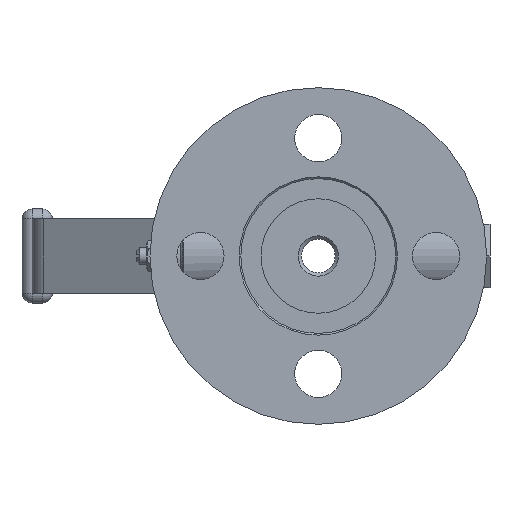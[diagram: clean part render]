
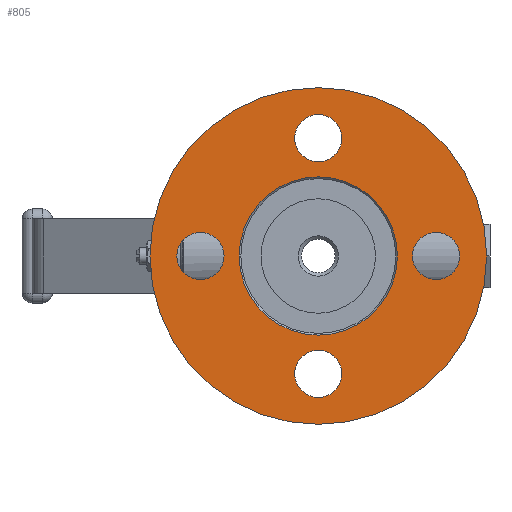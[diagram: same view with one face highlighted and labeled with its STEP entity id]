
A CAD part, left-side view. The second image highlights one B-rep face of the part: STEP entity #805.
In plain terms, the highlighted planar face has unit normal (-1, 0, 0).
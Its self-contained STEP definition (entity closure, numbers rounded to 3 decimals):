
#805=ADVANCED_FACE('',(#3181,#3183,#3185,#3187,#3189,#3191),#3193,.T.);
#3181=FACE_BOUND('',#3182,.T.);
#3182=EDGE_LOOP('',(#8367));
#3183=FACE_BOUND('',#3184,.T.);
#3184=EDGE_LOOP('',(#8368));
#3185=FACE_BOUND('',#3186,.T.);
#3186=EDGE_LOOP('',(#8369));
#3187=FACE_BOUND('',#3188,.T.);
#3188=EDGE_LOOP('',(#8370));
#3189=FACE_BOUND('',#3190,.T.);
#3190=EDGE_LOOP('',(#8371));
#3191=FACE_BOUND('',#3192,.T.);
#3192=EDGE_LOOP('',(#8372));
#3193=PLANE('',#3194);
#3194=AXIS2_PLACEMENT_3D('',#3195,#3196,#3197);
#3195=CARTESIAN_POINT('',(-83.,0.,0.));
#3196=DIRECTION('',(-1.,-0.,-0.));
#3197=DIRECTION('',(0.,1.,0.));
#8367=ORIENTED_EDGE('',*,*,#9226,.F.);
#8368=ORIENTED_EDGE('',*,*,#9227,.T.);
#8369=ORIENTED_EDGE('',*,*,#9228,.T.);
#8370=ORIENTED_EDGE('',*,*,#9229,.T.);
#8371=ORIENTED_EDGE('',*,*,#9248,.T.);
#8372=ORIENTED_EDGE('',*,*,#9230,.T.);
#9226=EDGE_CURVE('',#9854,#9854,#9855,.T.);
#9227=EDGE_CURVE('',#9856,#9856,#9857,.T.);
#9228=EDGE_CURVE('',#9858,#9858,#9859,.T.);
#9229=EDGE_CURVE('',#9860,#9860,#9861,.T.);
#9230=EDGE_CURVE('',#9862,#9862,#9863,.T.);
#9248=EDGE_CURVE('',#9898,#9898,#9899,.T.);
#9854=VERTEX_POINT('',#11421);
#9855=CIRCLE('',#11422,50.);
#9856=VERTEX_POINT('',#11426);
#9857=CIRCLE('',#11427,7.);
#9858=VERTEX_POINT('',#11431);
#9859=CIRCLE('',#11432,7.);
#9860=VERTEX_POINT('',#11436);
#9861=CIRCLE('',#11437,7.);
#9862=VERTEX_POINT('',#11441);
#9863=CIRCLE('',#11442,7.);
#9898=VERTEX_POINT('',#11527);
#9899=CIRCLE('',#11528,23.5);
#11421=CARTESIAN_POINT('',(-83.,50.,0.));
#11422=AXIS2_PLACEMENT_3D('',#11423,#11424,#11425);
#11423=CARTESIAN_POINT('',(-83.,0.,0.));
#11424=DIRECTION('',(1.,0.,0.));
#11425=DIRECTION('',(0.,1.,0.));
#11426=CARTESIAN_POINT('',(-83.,-35.,7.));
#11427=AXIS2_PLACEMENT_3D('',#11428,#11429,#11430);
#11428=CARTESIAN_POINT('',(-83.,-35.,0.));
#11429=DIRECTION('',(1.,0.,0.));
#11430=DIRECTION('',(0.,0.,1.));
#11431=CARTESIAN_POINT('',(-83.,-7.,-35.));
#11432=AXIS2_PLACEMENT_3D('',#11433,#11434,#11435);
#11433=CARTESIAN_POINT('',(-83.,0.,-35.));
#11434=DIRECTION('',(1.,0.,0.));
#11435=DIRECTION('',(-0.,-1.,0.));
#11436=CARTESIAN_POINT('',(-83.,35.,-7.));
#11437=AXIS2_PLACEMENT_3D('',#11438,#11439,#11440);
#11438=CARTESIAN_POINT('',(-83.,35.,0.));
#11439=DIRECTION('',(1.,0.,0.));
#11440=DIRECTION('',(0.,0.,-1.));
#11441=CARTESIAN_POINT('',(-83.,7.,35.));
#11442=AXIS2_PLACEMENT_3D('',#11443,#11444,#11445);
#11443=CARTESIAN_POINT('',(-83.,0.,35.));
#11444=DIRECTION('',(1.,0.,0.));
#11445=DIRECTION('',(0.,1.,0.));
#11527=CARTESIAN_POINT('',(-83.,23.5,0.));
#11528=AXIS2_PLACEMENT_3D('',#11529,#11530,#11531);
#11529=CARTESIAN_POINT('',(-83.,0.,0.));
#11530=DIRECTION('',(1.,0.,0.));
#11531=DIRECTION('',(0.,1.,0.));
